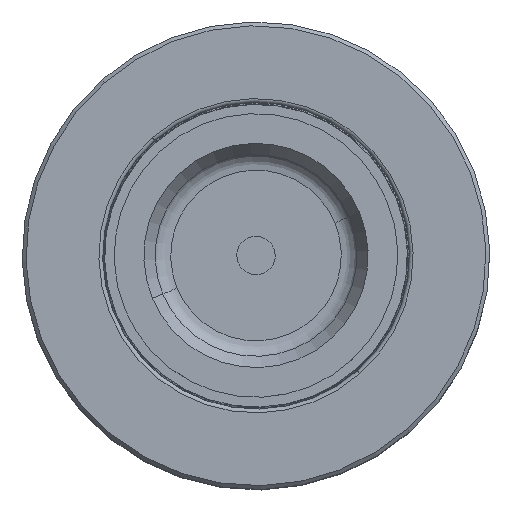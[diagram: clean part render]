
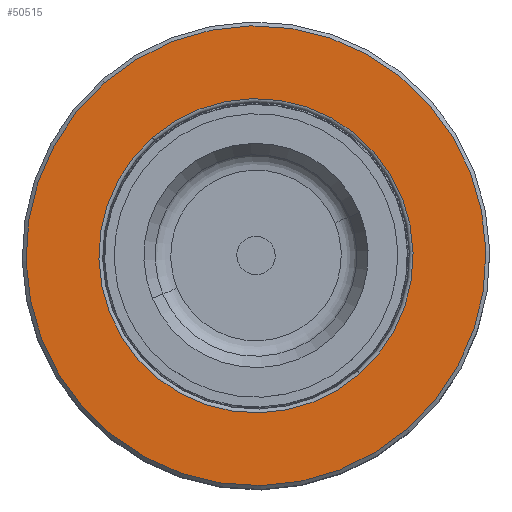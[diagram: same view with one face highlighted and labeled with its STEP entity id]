
A CAD part, top view. The second image highlights one B-rep face of the part: STEP entity #50515.
In plain terms, the highlighted face is planar.
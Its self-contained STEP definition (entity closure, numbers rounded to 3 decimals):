
#1403 = CARTESIAN_POINT ( 'NONE',  ( 0., 33.687, 20.5 ) ) ;
#2649 = CIRCLE ( 'NONE', #8949, 30. ) ;
#2677 = CIRCLE ( 'NONE', #46082, 20.5 ) ;
#3395 = CARTESIAN_POINT ( 'NONE',  ( 30., 33.687, 0. ) ) ;
#7858 = EDGE_CURVE ( 'NONE', #11068, #47387, #2649, .T. ) ;
#8587 = VERTEX_POINT ( 'NONE', #1403 ) ;
#8949 = AXIS2_PLACEMENT_3D ( 'NONE', #37448, #42455, #12987 ) ;
#10323 = EDGE_LOOP ( 'NONE', ( #35155, #10488 ) ) ;
#10488 = ORIENTED_EDGE ( 'NONE', *, *, #11885, .T. ) ;
#10518 = CARTESIAN_POINT ( 'NONE',  ( 0., 33.687, -20.5 ) ) ;
#11068 = VERTEX_POINT ( 'NONE', #56104 ) ;
#11632 = CARTESIAN_POINT ( 'NONE',  ( 0., 33.687, -30. ) ) ;
#11885 = EDGE_CURVE ( 'NONE', #8587, #18757, #41379, .T. ) ;
#12613 = CARTESIAN_POINT ( 'NONE',  ( 0., 33.687, 0. ) ) ;
#12987 = DIRECTION ( 'NONE',  ( 0., 0., -1. ) ) ;
#13090 = CARTESIAN_POINT ( 'NONE',  ( 0., 33.687, 0. ) ) ;
#13361 = DIRECTION ( 'NONE',  ( 0., 1., 0. ) ) ;
#13738 = DIRECTION ( 'NONE',  ( 0., 0., -1. ) ) ;
#17575 = DIRECTION ( 'NONE',  ( 0., 0., -1. ) ) ;
#18280 = DIRECTION ( 'NONE',  ( 0., -1., 0. ) ) ;
#18757 = VERTEX_POINT ( 'NONE', #10518 ) ;
#23533 = PLANE ( 'NONE',  #42955 ) ;
#30186 = FACE_OUTER_BOUND ( 'NONE', #60629, .T. ) ;
#34300 = AXIS2_PLACEMENT_3D ( 'NONE', #12613, #61106, #17575 ) ;
#35155 = ORIENTED_EDGE ( 'NONE', *, *, #40602, .T. ) ;
#35165 = DIRECTION ( 'NONE',  ( 0., -1., 0. ) ) ;
#35379 = DIRECTION ( 'NONE',  ( 0., 0., -1. ) ) ;
#37448 = CARTESIAN_POINT ( 'NONE',  ( 0., 33.687, 0. ) ) ;
#40602 = EDGE_CURVE ( 'NONE', #18757, #8587, #2677, .T. ) ;
#40937 = ORIENTED_EDGE ( 'NONE', *, *, #57097, .F. ) ;
#41379 = CIRCLE ( 'NONE', #53818, 20.5 ) ;
#42455 = DIRECTION ( 'NONE',  ( 0., -1., 0. ) ) ;
#42955 = AXIS2_PLACEMENT_3D ( 'NONE', #3395, #13361, #43034 ) ;
#43034 = DIRECTION ( 'NONE',  ( 0., 0., 1. ) ) ;
#46082 = AXIS2_PLACEMENT_3D ( 'NONE', #49913, #35165, #35379 ) ;
#47387 = VERTEX_POINT ( 'NONE', #11632 ) ;
#47948 = CIRCLE ( 'NONE', #34300, 30. ) ;
#49601 = FACE_BOUND ( 'NONE', #10323, .T. ) ;
#49902 = ORIENTED_EDGE ( 'NONE', *, *, #7858, .F. ) ;
#49913 = CARTESIAN_POINT ( 'NONE',  ( 0., 33.687, 0. ) ) ;
#50515 = ADVANCED_FACE ( 'NONE', ( #49601, #30186 ), #23533, .T. ) ;
#53818 = AXIS2_PLACEMENT_3D ( 'NONE', #13090, #18280, #13738 ) ;
#56104 = CARTESIAN_POINT ( 'NONE',  ( 0., 33.687, 30. ) ) ;
#57097 = EDGE_CURVE ( 'NONE', #47387, #11068, #47948, .T. ) ;
#60629 = EDGE_LOOP ( 'NONE', ( #40937, #49902 ) ) ;
#61106 = DIRECTION ( 'NONE',  ( 0., -1., 0. ) ) ;
